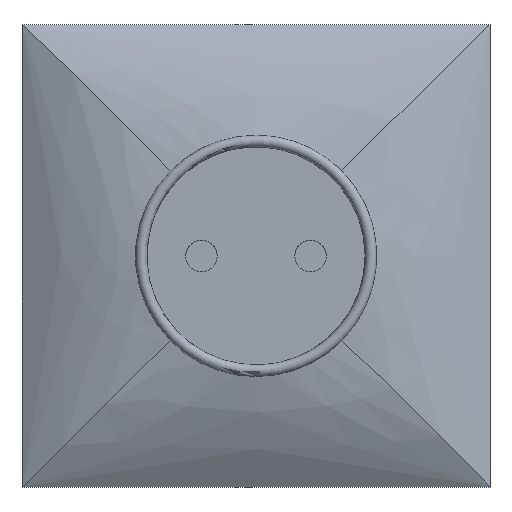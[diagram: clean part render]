
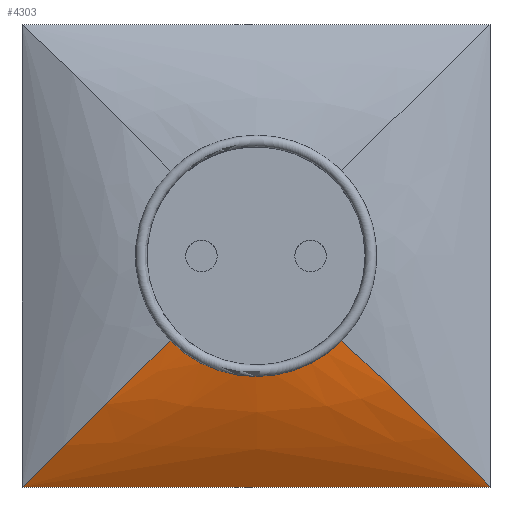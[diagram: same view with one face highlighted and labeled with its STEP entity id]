
A CAD part, top view. The second image highlights one B-rep face of the part: STEP entity #4303.
In plain terms, the highlighted free-form (B-spline) face has degree [3, 3] with [9, 4] control points.
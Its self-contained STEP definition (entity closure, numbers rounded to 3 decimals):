
#27 = CARTESIAN_POINT ( 'NONE',  ( 13.967, -15.743, 14. ) ) ;
#45 = CARTESIAN_POINT ( 'NONE',  ( 23.79, -23.009, 12.635 ) ) ;
#46 = CARTESIAN_POINT ( 'NONE',  ( 0.246, -27.542, 12.635 ) ) ;
#55 = CARTESIAN_POINT ( 'NONE',  ( -29.235, -31.758, 9.608 ) ) ;
#130 = VERTEX_POINT ( 'NONE', #3558 ) ;
#182 = ORIENTED_EDGE ( 'NONE', *, *, #1391, .F. ) ;
#363 = B_SPLINE_SURFACE_WITH_KNOTS ( 'NONE', 3, 3, ( 
 ( #3646, #2622, #4308, #2308 ),
 ( #27, #2634, #434, #2986 ),
 ( #843, #3314, #1258, #3664 ),
 ( #1637, #4005, #1986, #4327 ),
 ( #2315, #46, #2656, #446 ),
 ( #2993, #860, #3329, #1269 ),
 ( #3676, #1654, #4016, #1992 ),
 ( #4339, #2327, #55, #2665 ),
 ( #467, #3001, #869, #3345 ) ),
 .UNSPECIFIED., .F., .F., .F.,
 ( 4, 1, 1, 1, 1, 1, 4 ),
 ( 4, 4 ),
 ( 0., 0.125, 0.25, 0.5, 0.75, 0.875, 1. ),
 ( 0., 1. ),
 .UNSPECIFIED. ) ;
#434 = CARTESIAN_POINT ( 'NONE',  ( 29.882, -31.758, 9.608 ) ) ;
#446 = CARTESIAN_POINT ( 'NONE',  ( 0., -40.25, 5. ) ) ;
#467 = CARTESIAN_POINT ( 'NONE',  ( -14.941, -14.757, 14. ) ) ;
#841 = CARTESIAN_POINT ( 'NONE',  ( -14.941, -14.757, 14. ) ) ;
#843 = CARTESIAN_POINT ( 'NONE',  ( 11.824, -17.52, 14. ) ) ;
#860 = CARTESIAN_POINT ( 'NONE',  ( -10.031, -26.615, 12.635 ) ) ;
#869 = CARTESIAN_POINT ( 'NONE',  ( -31.824, -31.429, 9.608 ) ) ;
#1007 = CARTESIAN_POINT ( 'NONE',  ( 14.941, -14.757, 14. ) ) ;
#1206 = AXIS2_PLACEMENT_3D ( 'NONE', #3306, #1243, #3645 ) ;
#1243 = DIRECTION ( 'NONE',  ( 0., 0., -1. ) ) ;
#1258 = CARTESIAN_POINT ( 'NONE',  ( 24.639, -32.35, 9.608 ) ) ;
#1267 = CARTESIAN_POINT ( 'NONE',  ( 40.75, -40.25, 5. ) ) ;
#1269 = CARTESIAN_POINT ( 'NONE',  ( -16.979, -40.25, 5. ) ) ;
#1308 = DIRECTION ( 'NONE',  ( 1., 0., 0. ) ) ;
#1348 = EDGE_CURVE ( 'NONE', #2319, #2104, #4070, .T. ) ;
#1373 = EDGE_CURVE ( 'NONE', #2104, #3423, #1868, .T. ) ;
#1391 = EDGE_CURVE ( 'NONE', #2319, #130, #1669, .T. ) ;
#1436 = EDGE_CURVE ( 'NONE', #3423, #130, #3061, .T. ) ;
#1637 = CARTESIAN_POINT ( 'NONE',  ( 6.925, -20.167, 14. ) ) ;
#1654 = CARTESIAN_POINT ( 'NONE',  ( -17.824, -24.851, 12.635 ) ) ;
#1669 = B_SPLINE_CURVE_WITH_KNOTS ( 'NONE', 3,
 ( #2314, #45, #3327, #1267 ),
 .UNSPECIFIED., .F., .F.,
 ( 4, 4 ),
 ( 0., 1. ),
 .UNSPECIFIED. ) ;
#1868 = B_SPLINE_CURVE_WITH_KNOTS ( 'NONE', 3,
 ( #841, #1967, #2307, #3313 ),
 .UNSPECIFIED., .F., .F.,
 ( 4, 4 ),
 ( 0., 1. ),
 .UNSPECIFIED. ) ;
#1951 = EDGE_LOOP ( 'NONE', ( #1961, #3031, #3649, #182 ) ) ;
#1961 = ORIENTED_EDGE ( 'NONE', *, *, #1348, .T. ) ;
#1967 = CARTESIAN_POINT ( 'NONE',  ( -23.298, -23.009, 12.635 ) ) ;
#1986 = CARTESIAN_POINT ( 'NONE',  ( 13.951, -33.233, 9.608 ) ) ;
#1992 = CARTESIAN_POINT ( 'NONE',  ( -30.562, -40.25, 5. ) ) ;
#2054 = VECTOR ( 'NONE', #1308, 1000. ) ;
#2104 = VERTEX_POINT ( 'NONE', #4572 ) ;
#2307 = CARTESIAN_POINT ( 'NONE',  ( -31.824, -31.429, 9.608 ) ) ;
#2308 = CARTESIAN_POINT ( 'NONE',  ( 40.75, -40.25, 5. ) ) ;
#2314 = CARTESIAN_POINT ( 'NONE',  ( 14.941, -14.757, 14. ) ) ;
#2315 = CARTESIAN_POINT ( 'NONE',  ( 0., -21.557, 14. ) ) ;
#2319 = VERTEX_POINT ( 'NONE', #1007 ) ;
#2327 = CARTESIAN_POINT ( 'NONE',  ( -21.517, -23.666, 12.635 ) ) ;
#2622 = CARTESIAN_POINT ( 'NONE',  ( 23.79, -23.009, 12.635 ) ) ;
#2634 = CARTESIAN_POINT ( 'NONE',  ( 22.009, -23.666, 12.635 ) ) ;
#2656 = CARTESIAN_POINT ( 'NONE',  ( 0.323, -33.696, 9.608 ) ) ;
#2665 = CARTESIAN_POINT ( 'NONE',  ( -37.354, -40.25, 5. ) ) ;
#2986 = CARTESIAN_POINT ( 'NONE',  ( 37.354, -40.25, 5. ) ) ;
#2993 = CARTESIAN_POINT ( 'NONE',  ( -6.925, -20.167, 14. ) ) ;
#3001 = CARTESIAN_POINT ( 'NONE',  ( -23.298, -23.009, 12.635 ) ) ;
#3031 = ORIENTED_EDGE ( 'NONE', *, *, #1373, .T. ) ;
#3061 = LINE ( 'NONE', #3357, #2054 ) ;
#3306 = CARTESIAN_POINT ( 'NONE',  ( 0., 0., 14. ) ) ;
#3313 = CARTESIAN_POINT ( 'NONE',  ( -40.75, -40.25, 5. ) ) ;
#3314 = CARTESIAN_POINT ( 'NONE',  ( 18.316, -24.851, 12.635 ) ) ;
#3327 = CARTESIAN_POINT ( 'NONE',  ( 32.47, -31.429, 9.608 ) ) ;
#3329 = CARTESIAN_POINT ( 'NONE',  ( -13.305, -33.233, 9.608 ) ) ;
#3345 = CARTESIAN_POINT ( 'NONE',  ( -40.75, -40.25, 5. ) ) ;
#3357 = CARTESIAN_POINT ( 'NONE',  ( -40.75, -40.25, 5. ) ) ;
#3423 = VERTEX_POINT ( 'NONE', #3879 ) ;
#3558 = CARTESIAN_POINT ( 'NONE',  ( 40.75, -40.25, 5. ) ) ;
#3645 = DIRECTION ( 'NONE',  ( -1., 0., 0. ) ) ;
#3646 = CARTESIAN_POINT ( 'NONE',  ( 14.941, -14.757, 14. ) ) ;
#3649 = ORIENTED_EDGE ( 'NONE', *, *, #1436, .T. ) ;
#3664 = CARTESIAN_POINT ( 'NONE',  ( 30.563, -40.25, 5. ) ) ;
#3676 = CARTESIAN_POINT ( 'NONE',  ( -11.824, -17.52, 14. ) ) ;
#3879 = CARTESIAN_POINT ( 'NONE',  ( -40.75, -40.25, 5. ) ) ;
#4005 = CARTESIAN_POINT ( 'NONE',  ( 10.522, -26.615, 12.635 ) ) ;
#4016 = CARTESIAN_POINT ( 'NONE',  ( -23.993, -32.35, 9.608 ) ) ;
#4028 = FACE_OUTER_BOUND ( 'NONE', #1951, .T. ) ;
#4070 = CIRCLE ( 'NONE', #1206, 21. ) ;
#4303 = ADVANCED_FACE ( 'NONE', ( #4028 ), #363, .T. ) ;
#4308 = CARTESIAN_POINT ( 'NONE',  ( 32.47, -31.429, 9.608 ) ) ;
#4327 = CARTESIAN_POINT ( 'NONE',  ( 16.979, -40.25, 5. ) ) ;
#4339 = CARTESIAN_POINT ( 'NONE',  ( -13.967, -15.743, 14. ) ) ;
#4572 = CARTESIAN_POINT ( 'NONE',  ( -14.941, -14.757, 14. ) ) ;
